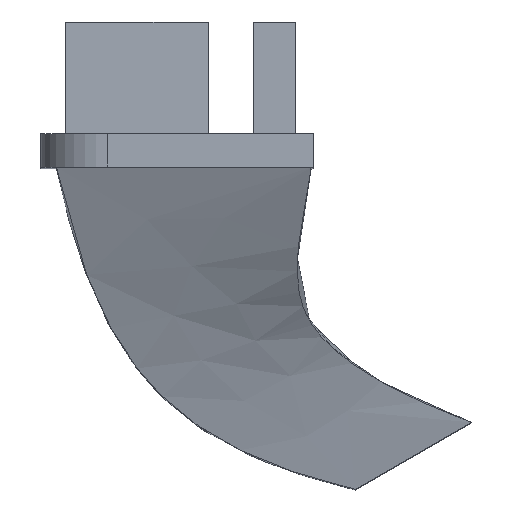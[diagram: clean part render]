
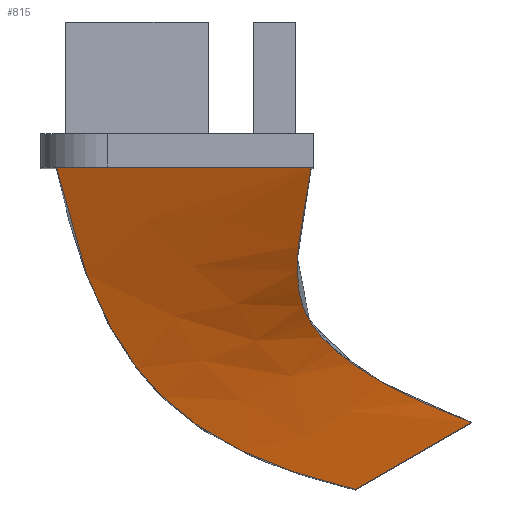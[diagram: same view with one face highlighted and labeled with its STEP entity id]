
A CAD part, top view. The second image highlights one B-rep face of the part: STEP entity #815.
In plain terms, the highlighted free-form (B-spline) face has degree [3, 3] with [4, 10] control points.
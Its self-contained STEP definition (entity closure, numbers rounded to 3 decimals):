
#34=B_SPLINE_CURVE_WITH_KNOTS('',3,(#1481,#1482,#1483,#1484),
 .UNSPECIFIED.,.F.,.F.,(4,4),(-1.,0.),.UNSPECIFIED.);
#35=B_SPLINE_CURVE_WITH_KNOTS('',3,(#1485,#1486,#1487,#1488,#1489,#1490,
#1491,#1492,#1493),.UNSPECIFIED.,.F.,.F.,(4,1,1,1,1,1,4),(0.,0.143,
0.429,0.571,0.714,0.857,
1.),.UNSPECIFIED.);
#36=B_SPLINE_CURVE_WITH_KNOTS('',3,(#1494,#1495,#1496,#1497,#1498,#1499,
#1500,#1501,#1502),.UNSPECIFIED.,.F.,.F.,(4,1,1,1,1,1,4),(0.,0.286,
0.429,0.571,0.714,0.857,
1.),.UNSPECIFIED.);
#46=B_SPLINE_SURFACE_WITH_KNOTS('',3,3,((#1439,#1440,#1441,#1442,#1443,
#1444,#1445,#1446,#1447,#1448),(#1449,#1450,#1451,#1452,#1453,#1454,#1455,
#1456,#1457,#1458),(#1459,#1460,#1461,#1462,#1463,#1464,#1465,#1466,#1467,
#1468),(#1469,#1470,#1471,#1472,#1473,#1474,#1475,#1476,#1477,#1478)),
 .UNSPECIFIED.,.F.,.F.,.F.,(4,4),(4,1,1,1,1,1,1,4),(0.,1.),(0.,0.143,
0.286,0.429,0.571,0.714,
0.857,1.),.UNSPECIFIED.);
#112=FACE_OUTER_BOUND('',#159,.T.);
#159=EDGE_LOOP('',(#687,#688,#689,#690));
#242=LINE('',#1433,#325);
#325=VECTOR('',#1034,10.);
#416=VERTEX_POINT('',#1431);
#417=VERTEX_POINT('',#1432);
#420=VERTEX_POINT('',#1479);
#421=VERTEX_POINT('',#1480);
#516=EDGE_CURVE('',#416,#417,#242,.T.);
#520=EDGE_CURVE('',#420,#421,#34,.T.);
#521=EDGE_CURVE('',#420,#417,#35,.T.);
#522=EDGE_CURVE('',#421,#416,#36,.T.);
#687=ORIENTED_EDGE('',*,*,#520,.F.);
#688=ORIENTED_EDGE('',*,*,#521,.T.);
#689=ORIENTED_EDGE('',*,*,#516,.F.);
#690=ORIENTED_EDGE('',*,*,#522,.F.);
#815=ADVANCED_FACE('',(#112),#46,.T.);
#1034=DIRECTION('',(-0.866,-0.5,0.));
#1431=CARTESIAN_POINT('',(-10.737,-51.4,31.5));
#1432=CARTESIAN_POINT('',(-15.933,-54.4,31.5));
#1433=CARTESIAN_POINT('',(-10.737,-51.4,31.5));
#1439=CARTESIAN_POINT('Ctrl Pts',(-17.9,-40.,38.45));
#1440=CARTESIAN_POINT('Ctrl Pts',(-18.067,-40.769,38.119));
#1441=CARTESIAN_POINT('Ctrl Pts',(-18.343,-42.24,37.457));
#1442=CARTESIAN_POINT('Ctrl Pts',(-18.556,-44.126,36.464));
#1443=CARTESIAN_POINT('Ctrl Pts',(-18.498,-45.624,35.471));
#1444=CARTESIAN_POINT('Ctrl Pts',(-18.074,-46.853,34.479));
#1445=CARTESIAN_POINT('Ctrl Pts',(-16.98,-48.176,33.486));
#1446=CARTESIAN_POINT('Ctrl Pts',(-14.715,-49.737,32.493));
#1447=CARTESIAN_POINT('Ctrl Pts',(-12.231,-50.846,31.831));
#1448=CARTESIAN_POINT('Ctrl Pts',(-10.737,-51.4,31.5));
#1449=CARTESIAN_POINT('Ctrl Pts',(-21.7,-40.,38.45));
#1450=CARTESIAN_POINT('Ctrl Pts',(-21.756,-40.79,38.119));
#1451=CARTESIAN_POINT('Ctrl Pts',(-21.813,-42.303,37.457));
#1452=CARTESIAN_POINT('Ctrl Pts',(-21.705,-44.339,36.464));
#1453=CARTESIAN_POINT('Ctrl Pts',(-21.317,-46.139,35.471));
#1454=CARTESIAN_POINT('Ctrl Pts',(-20.506,-47.758,34.479));
#1455=CARTESIAN_POINT('Ctrl Pts',(-19.017,-49.328,33.486));
#1456=CARTESIAN_POINT('Ctrl Pts',(-16.505,-50.897,32.493));
#1457=CARTESIAN_POINT('Ctrl Pts',(-13.969,-51.909,31.831));
#1458=CARTESIAN_POINT('Ctrl Pts',(-12.469,-52.4,31.5));
#1459=CARTESIAN_POINT('Ctrl Pts',(-25.5,-40.,38.45));
#1460=CARTESIAN_POINT('Ctrl Pts',(-25.444,-40.812,38.119));
#1461=CARTESIAN_POINT('Ctrl Pts',(-25.282,-42.366,37.457));
#1462=CARTESIAN_POINT('Ctrl Pts',(-24.853,-44.552,36.464));
#1463=CARTESIAN_POINT('Ctrl Pts',(-24.136,-46.653,35.471));
#1464=CARTESIAN_POINT('Ctrl Pts',(-22.937,-48.663,34.479));
#1465=CARTESIAN_POINT('Ctrl Pts',(-21.055,-50.48,33.486));
#1466=CARTESIAN_POINT('Ctrl Pts',(-18.295,-52.057,32.493));
#1467=CARTESIAN_POINT('Ctrl Pts',(-15.708,-52.972,31.831));
#1468=CARTESIAN_POINT('Ctrl Pts',(-14.201,-53.4,31.5));
#1469=CARTESIAN_POINT('Ctrl Pts',(-29.3,-40.,38.45));
#1470=CARTESIAN_POINT('Ctrl Pts',(-29.133,-40.833,38.119));
#1471=CARTESIAN_POINT('Ctrl Pts',(-28.751,-42.429,37.457));
#1472=CARTESIAN_POINT('Ctrl Pts',(-28.002,-44.766,36.464));
#1473=CARTESIAN_POINT('Ctrl Pts',(-26.955,-47.168,35.471));
#1474=CARTESIAN_POINT('Ctrl Pts',(-25.369,-49.569,34.479));
#1475=CARTESIAN_POINT('Ctrl Pts',(-23.092,-51.632,33.486));
#1476=CARTESIAN_POINT('Ctrl Pts',(-20.086,-53.216,32.493));
#1477=CARTESIAN_POINT('Ctrl Pts',(-17.446,-54.035,31.831));
#1478=CARTESIAN_POINT('Ctrl Pts',(-15.933,-54.4,31.5));
#1479=CARTESIAN_POINT('',(-29.3,-40.,38.45));
#1480=CARTESIAN_POINT('',(-17.9,-40.,38.45));
#1481=CARTESIAN_POINT('Ctrl Pts',(-29.3,-40.,38.45));
#1482=CARTESIAN_POINT('Ctrl Pts',(-25.5,-40.,38.45));
#1483=CARTESIAN_POINT('Ctrl Pts',(-21.7,-40.,38.45));
#1484=CARTESIAN_POINT('Ctrl Pts',(-17.9,-40.,38.45));
#1485=CARTESIAN_POINT('Ctrl Pts',(-29.3,-40.,38.45));
#1486=CARTESIAN_POINT('Ctrl Pts',(-29.133,-40.833,38.119));
#1487=CARTESIAN_POINT('Ctrl Pts',(-28.547,-43.207,37.126));
#1488=CARTESIAN_POINT('Ctrl Pts',(-27.476,-46.353,35.802));
#1489=CARTESIAN_POINT('Ctrl Pts',(-25.37,-49.571,34.479));
#1490=CARTESIAN_POINT('Ctrl Pts',(-23.09,-51.631,33.486));
#1491=CARTESIAN_POINT('Ctrl Pts',(-20.086,-53.217,32.493));
#1492=CARTESIAN_POINT('Ctrl Pts',(-17.446,-54.035,31.831));
#1493=CARTESIAN_POINT('Ctrl Pts',(-15.933,-54.4,31.5));
#1494=CARTESIAN_POINT('Ctrl Pts',(-17.9,-40.,38.45));
#1495=CARTESIAN_POINT('Ctrl Pts',(-18.234,-41.539,37.788));
#1496=CARTESIAN_POINT('Ctrl Pts',(-18.575,-43.627,36.795));
#1497=CARTESIAN_POINT('Ctrl Pts',(-18.499,-45.623,35.471));
#1498=CARTESIAN_POINT('Ctrl Pts',(-18.074,-46.853,34.479));
#1499=CARTESIAN_POINT('Ctrl Pts',(-16.98,-48.176,33.486));
#1500=CARTESIAN_POINT('Ctrl Pts',(-14.715,-49.737,32.493));
#1501=CARTESIAN_POINT('Ctrl Pts',(-12.231,-50.846,31.831));
#1502=CARTESIAN_POINT('Ctrl Pts',(-10.737,-51.4,31.5));
